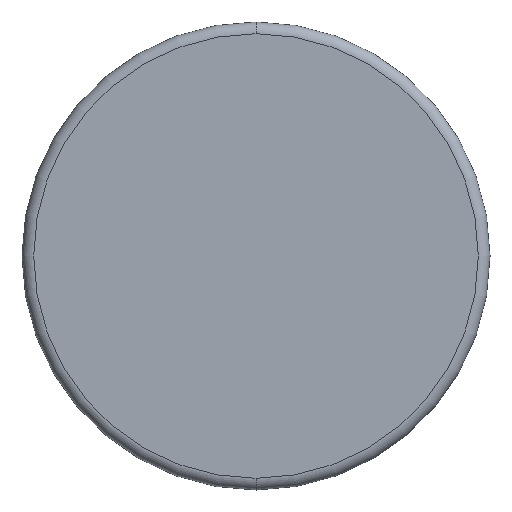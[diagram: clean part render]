
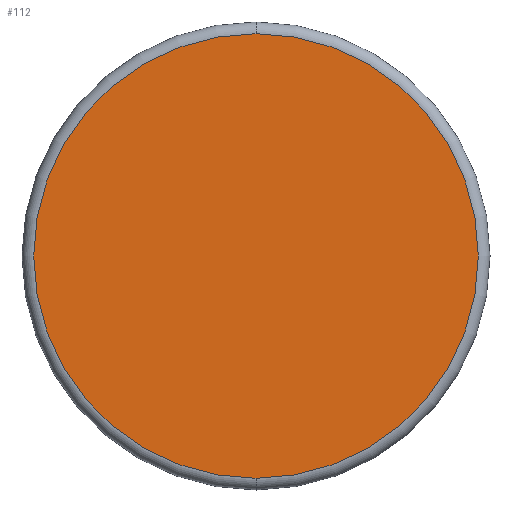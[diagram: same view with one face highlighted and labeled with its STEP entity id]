
A CAD part, front view. The second image highlights one B-rep face of the part: STEP entity #112.
In plain terms, the highlighted planar face has unit normal (0, -1, 0).
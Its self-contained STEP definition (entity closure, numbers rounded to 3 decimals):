
#7 = DIRECTION ( 'NONE',  ( 0., 1., 0. ) ) ;
#23 = VERTEX_POINT ( 'NONE', #41 ) ;
#24 = FACE_OUTER_BOUND ( 'NONE', #324, .T. ) ;
#29 = AXIS2_PLACEMENT_3D ( 'NONE', #125, #7, #281 ) ;
#35 = VERTEX_POINT ( 'NONE', #96 ) ;
#36 = EDGE_CURVE ( 'NONE', #23, #35, #299, .T. ) ;
#41 = CARTESIAN_POINT ( 'NONE',  ( 0., 0., 9.5 ) ) ;
#57 = DIRECTION ( 'NONE',  ( 0., 0., 1. ) ) ;
#71 = DIRECTION ( 'NONE',  ( 0., -1., 0. ) ) ;
#85 = CARTESIAN_POINT ( 'NONE',  ( 0., 0., 0. ) ) ;
#92 = CIRCLE ( 'NONE', #209, 9.5 ) ;
#96 = CARTESIAN_POINT ( 'NONE',  ( 0., 0., -9.5 ) ) ;
#110 = ORIENTED_EDGE ( 'NONE', *, *, #318, .T. ) ;
#112 = ADVANCED_FACE ( 'NONE', ( #24 ), #235, .F. ) ;
#125 = CARTESIAN_POINT ( 'NONE',  ( 0., 0., 0. ) ) ;
#187 = DIRECTION ( 'NONE',  ( 0., -1., 0. ) ) ;
#209 = AXIS2_PLACEMENT_3D ( 'NONE', #85, #187, #57 ) ;
#232 = AXIS2_PLACEMENT_3D ( 'NONE', #297, #71, #269 ) ;
#235 = PLANE ( 'NONE',  #29 ) ;
#269 = DIRECTION ( 'NONE',  ( 0., 0., 1. ) ) ;
#281 = DIRECTION ( 'NONE',  ( 0., 0., 1. ) ) ;
#297 = CARTESIAN_POINT ( 'NONE',  ( 0., 0., 0. ) ) ;
#299 = CIRCLE ( 'NONE', #232, 9.5 ) ;
#316 = ORIENTED_EDGE ( 'NONE', *, *, #36, .T. ) ;
#318 = EDGE_CURVE ( 'NONE', #35, #23, #92, .T. ) ;
#324 = EDGE_LOOP ( 'NONE', ( #316, #110 ) ) ;
